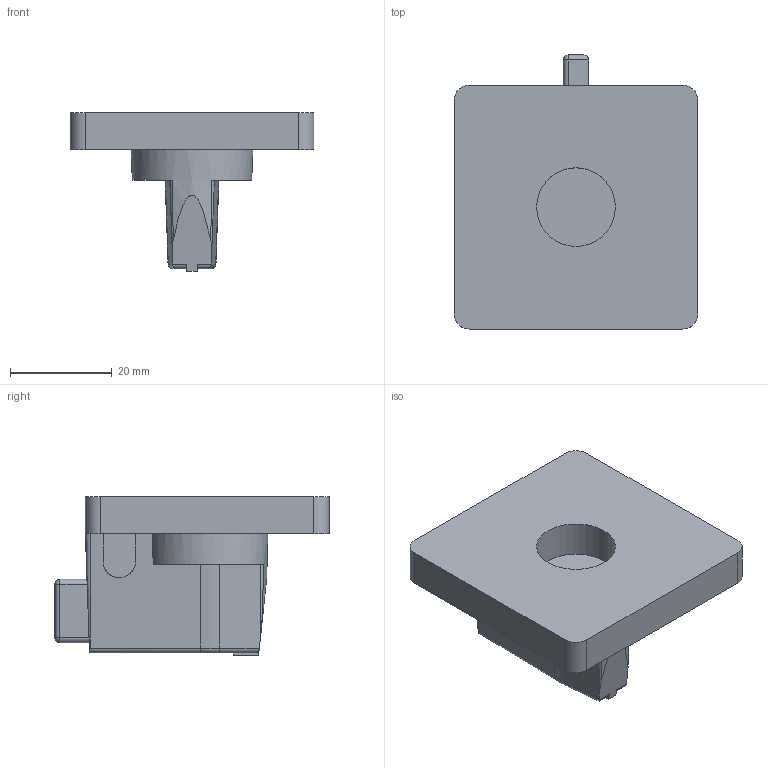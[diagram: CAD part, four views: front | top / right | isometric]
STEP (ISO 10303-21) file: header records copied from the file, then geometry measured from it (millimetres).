
FILE_DESCRIPTION(/* description */ (''),/* implementation_level */ '2;1');
FILE_NAME(/* name */ '194L-HE4E-175.stp',/* time_stamp */ '2015-01-08T14:54:11+01:00',/* author */ (''),/* organization */ (''),/* preprocessor_version */ 'ST-DEVELOPER v15',/* originating_system */ 'SIEMENS PLM Software NX 8.5',/* authorisation */ '');
FILE_SCHEMA (('AUTOMOTIVE_DESIGN { 1 0 10303 214 3 1 1 1 }'));
Length unit declared in the file: millimetre
Products named in the file (1): 194L-HE4E-175
Bounding box: 48 x 54 x 31.3 mm (x, y, z)
Volume: 24706 mm3; surface area: 8556.2 mm2
Topology: 1 solids, 1 shells, 65 faces, 171 edges, 106 vertices
Faces by surface type: plane 31, cylinder 21, cone 7, sphere 4, torus 2
Full cylindrical faces by diameter (mm): 15.5 x1
Entity records: 2044 total; most frequent: CARTESIAN_POINT 423, DIRECTION 342, ORIENTED_EDGE 330, EDGE_CURVE 165, AXIS2_PLACEMENT_3D 122, VERTEX_POINT 105, LINE 98, VECTOR 98
